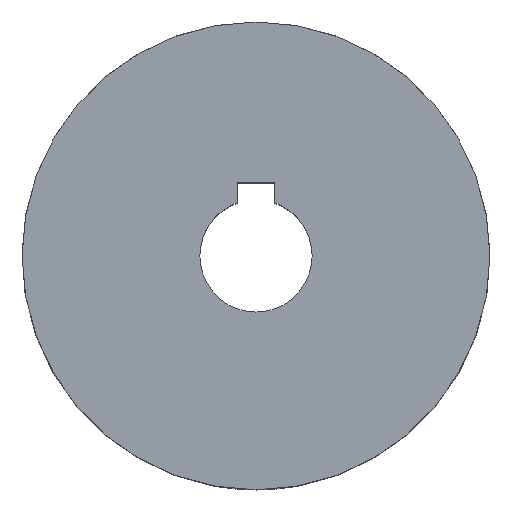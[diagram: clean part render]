
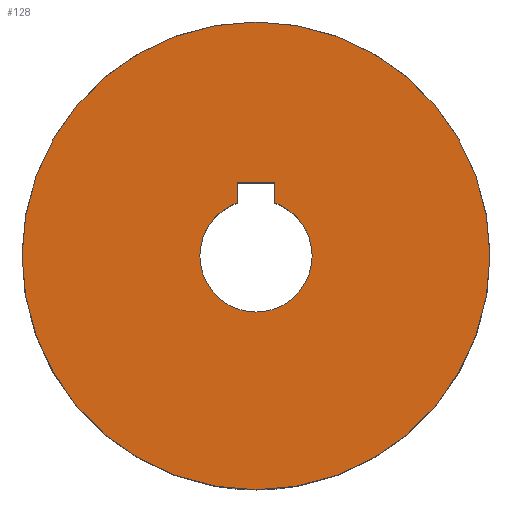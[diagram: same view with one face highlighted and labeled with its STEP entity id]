
A CAD part, top view. The second image highlights one B-rep face of the part: STEP entity #128.
In plain terms, the highlighted planar face has unit normal (0, 0, 1).
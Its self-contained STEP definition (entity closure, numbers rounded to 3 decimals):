
#6 = VECTOR ( 'NONE', #1024, 1000. ) ;
#32 = ORIENTED_EDGE ( 'NONE', *, *, #1452, .T. ) ;
#39 = AXIS2_PLACEMENT_3D ( 'NONE', #671, #898, #191 ) ;
#42 = EDGE_CURVE ( 'NONE', #390, #1513, #1171, .T. ) ;
#74 = EDGE_CURVE ( 'NONE', #135, #329, #106, .T. ) ;
#84 = CARTESIAN_POINT ( 'NONE',  ( -2., 7.8, 0. ) ) ;
#106 = LINE ( 'NONE', #1557, #397 ) ;
#122 = VERTEX_POINT ( 'NONE', #912 ) ;
#128 = ADVANCED_FACE ( 'NONE', ( #753, #1331 ), #564, .T. ) ;
#135 = VERTEX_POINT ( 'NONE', #185 ) ;
#180 = CARTESIAN_POINT ( 'NONE',  ( 0., -25., 0. ) ) ;
#185 = CARTESIAN_POINT ( 'NONE',  ( -2., 7.8, 0. ) ) ;
#191 = DIRECTION ( 'NONE',  ( 0., 1., 0. ) ) ;
#203 = CIRCLE ( 'NONE', #39, 25. ) ;
#211 = CARTESIAN_POINT ( 'NONE',  ( 0., 25., 0. ) ) ;
#223 = ORIENTED_EDGE ( 'NONE', *, *, #1548, .F. ) ;
#235 = CARTESIAN_POINT ( 'NONE',  ( 0., 0., 0. ) ) ;
#240 = AXIS2_PLACEMENT_3D ( 'NONE', #840, #246, #1348 ) ;
#246 = DIRECTION ( 'NONE',  ( 0., 0., -1. ) ) ;
#315 = ORIENTED_EDGE ( 'NONE', *, *, #1129, .T. ) ;
#328 = DIRECTION ( 'NONE',  ( 0., 0., 1. ) ) ;
#329 = VERTEX_POINT ( 'NONE', #1042 ) ;
#383 = AXIS2_PLACEMENT_3D ( 'NONE', #1051, #1410, #464 ) ;
#387 = EDGE_LOOP ( 'NONE', ( #223, #887 ) ) ;
#390 = VERTEX_POINT ( 'NONE', #444 ) ;
#397 = VECTOR ( 'NONE', #843, 1000. ) ;
#432 = CIRCLE ( 'NONE', #240, 25. ) ;
#444 = CARTESIAN_POINT ( 'NONE',  ( 6., 0., 0. ) ) ;
#456 = DIRECTION ( 'NONE',  ( 1., 0., 0. ) ) ;
#458 = ORIENTED_EDGE ( 'NONE', *, *, #74, .T. ) ;
#463 = CARTESIAN_POINT ( 'NONE',  ( 0., 0., 0. ) ) ;
#464 = DIRECTION ( 'NONE',  ( 0., -1., 0. ) ) ;
#467 = EDGE_CURVE ( 'NONE', #122, #610, #869, .T. ) ;
#494 = DIRECTION ( 'NONE',  ( 1., 0., 0. ) ) ;
#496 = CARTESIAN_POINT ( 'NONE',  ( -6., 0., 0. ) ) ;
#498 = LINE ( 'NONE', #84, #1380 ) ;
#537 = LINE ( 'NONE', #650, #6 ) ;
#564 = PLANE ( 'NONE',  #383 ) ;
#610 = VERTEX_POINT ( 'NONE', #496 ) ;
#650 = CARTESIAN_POINT ( 'NONE',  ( 2., 7.8, 0. ) ) ;
#671 = CARTESIAN_POINT ( 'NONE',  ( 0., 0., 0. ) ) ;
#753 = FACE_BOUND ( 'NONE', #1025, .T. ) ;
#840 = CARTESIAN_POINT ( 'NONE',  ( 0., 0., 0. ) ) ;
#843 = DIRECTION ( 'NONE',  ( 1., 0., 0. ) ) ;
#869 = CIRCLE ( 'NONE', #923, 6. ) ;
#887 = ORIENTED_EDGE ( 'NONE', *, *, #1207, .F. ) ;
#898 = DIRECTION ( 'NONE',  ( 0., 0., -1. ) ) ;
#903 = CARTESIAN_POINT ( 'NONE',  ( 2., 5.657, 0. ) ) ;
#912 = CARTESIAN_POINT ( 'NONE',  ( -2., 5.657, 0. ) ) ;
#923 = AXIS2_PLACEMENT_3D ( 'NONE', #463, #328, #456 ) ;
#938 = DIRECTION ( 'NONE',  ( 0., 1., 0. ) ) ;
#949 = VERTEX_POINT ( 'NONE', #180 ) ;
#1005 = AXIS2_PLACEMENT_3D ( 'NONE', #235, #1079, #494 ) ;
#1024 = DIRECTION ( 'NONE',  ( 0., -1., 0. ) ) ;
#1025 = EDGE_LOOP ( 'NONE', ( #315, #458, #32, #1073, #1537, #1338 ) ) ;
#1042 = CARTESIAN_POINT ( 'NONE',  ( 2., 7.8, 0. ) ) ;
#1051 = CARTESIAN_POINT ( 'NONE',  ( 0., 0., 0. ) ) ;
#1057 = EDGE_CURVE ( 'NONE', #610, #390, #1169, .T. ) ;
#1073 = ORIENTED_EDGE ( 'NONE', *, *, #42, .F. ) ;
#1079 = DIRECTION ( 'NONE',  ( 0., 0., 1. ) ) ;
#1083 = VERTEX_POINT ( 'NONE', #211 ) ;
#1129 = EDGE_CURVE ( 'NONE', #122, #135, #498, .T. ) ;
#1169 = CIRCLE ( 'NONE', #1270, 6. ) ;
#1171 = CIRCLE ( 'NONE', #1005, 6. ) ;
#1207 = EDGE_CURVE ( 'NONE', #949, #1083, #432, .T. ) ;
#1270 = AXIS2_PLACEMENT_3D ( 'NONE', #1526, #1529, #1536 ) ;
#1331 = FACE_OUTER_BOUND ( 'NONE', #387, .T. ) ;
#1338 = ORIENTED_EDGE ( 'NONE', *, *, #467, .F. ) ;
#1348 = DIRECTION ( 'NONE',  ( 0., 1., 0. ) ) ;
#1380 = VECTOR ( 'NONE', #938, 1000. ) ;
#1410 = DIRECTION ( 'NONE',  ( 0., 0., 1. ) ) ;
#1452 = EDGE_CURVE ( 'NONE', #329, #1513, #537, .T. ) ;
#1513 = VERTEX_POINT ( 'NONE', #903 ) ;
#1526 = CARTESIAN_POINT ( 'NONE',  ( 0., 0., 0. ) ) ;
#1529 = DIRECTION ( 'NONE',  ( 0., 0., 1. ) ) ;
#1536 = DIRECTION ( 'NONE',  ( 1., 0., 0. ) ) ;
#1537 = ORIENTED_EDGE ( 'NONE', *, *, #1057, .F. ) ;
#1548 = EDGE_CURVE ( 'NONE', #1083, #949, #203, .T. ) ;
#1557 = CARTESIAN_POINT ( 'NONE',  ( 2., 7.8, 0. ) ) ;
